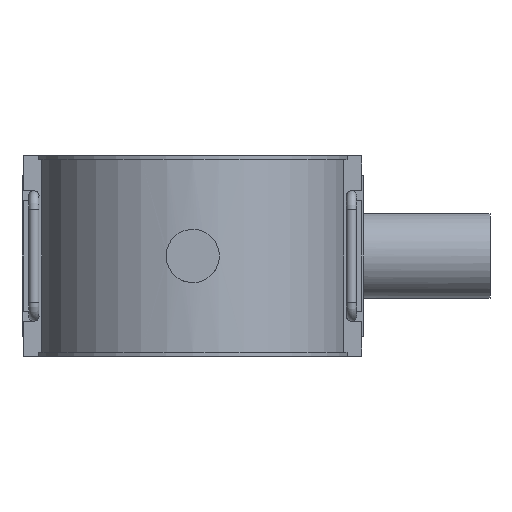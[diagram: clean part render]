
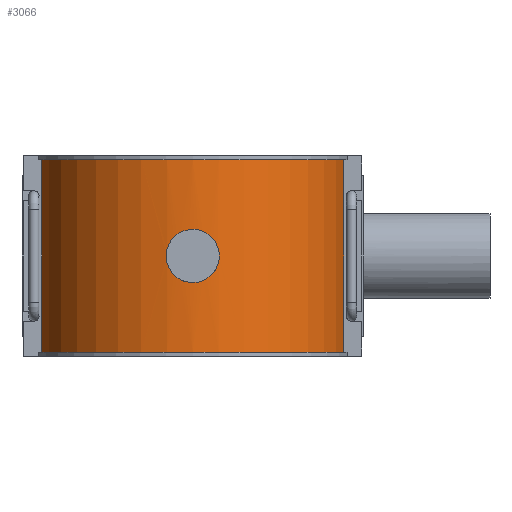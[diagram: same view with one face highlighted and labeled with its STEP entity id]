
A CAD part, front view. The second image highlights one B-rep face of the part: STEP entity #3066.
In plain terms, the highlighted cylindrical face has radius 91.2 mm (diameter 182.4 mm), a partial arc.
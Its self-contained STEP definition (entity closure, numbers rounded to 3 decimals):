
#108=LINE('',#5179,#387);
#143=LINE('',#5453,#422);
#387=VECTOR('',#3717,113.28);
#422=VECTOR('',#3794,113.28);
#745=CIRCLE('',#3275,91.2);
#753=CIRCLE('',#3289,91.2);
#826=FACE_BOUND('',#1120,.T.);
#924=FACE_OUTER_BOUND('',#1119,.T.);
#1119=EDGE_LOOP('',(#2367,#2368,#2369,#2370));
#1120=EDGE_LOOP('',(#2371));
#1290=B_SPLINE_CURVE_WITH_KNOTS('',3,(#5006,#5007,#5008,#5009,#5010,#5011,
#5012,#5013,#5014,#5015,#5016,#5017,#5018,#5019,#5020,#5021,#5022,#5023,
#5024,#5025,#5026,#5027,#5028,#5029,#5030,#5031,#5032,#5033,#5034,#5035,
#5036,#5037,#5038,#5039,#5040,#5041,#5042,#5043,#5044,#5045,#5046,#5047,
#5048,#5049,#5050,#5051,#5052,#5053,#5054,#5055,#5056,#5057,#5058,#5059,
#5060,#5061,#5062,#5063,#5064,#5065,#5066,#5067,#5068,#5069,#5070,#5071),
 .UNSPECIFIED.,.T.,.F.,(4,2,2,2,2,2,2,2,2,2,2,2,2,2,2,2,2,2,2,2,2,2,2,2,
2,2,2,2,2,2,2,2,4),(0.,0.296,0.592,0.888,
1.184,1.48,1.776,2.072,2.368,
2.664,2.96,3.255,3.551,3.847,
4.143,4.439,4.735,5.031,5.327,
5.623,5.919,6.215,6.511,6.807,
7.103,7.399,7.695,7.991,8.287,
8.583,8.879,9.175,9.471),
 .UNSPECIFIED.);
#1396=VERTEX_POINT('',#5005);
#1408=VERTEX_POINT('',#5164);
#1409=VERTEX_POINT('',#5166);
#1413=VERTEX_POINT('',#5178);
#1434=VERTEX_POINT('',#5249);
#1727=EDGE_CURVE('',#1396,#1396,#1290,.T.);
#1742=EDGE_CURVE('',#1408,#1409,#745,.T.);
#1747=EDGE_CURVE('',#1408,#1413,#108,.T.);
#1771=EDGE_CURVE('',#1434,#1413,#753,.T.);
#1806=EDGE_CURVE('',#1409,#1434,#143,.T.);
#2367=ORIENTED_EDGE('',*,*,#1742,.T.);
#2368=ORIENTED_EDGE('',*,*,#1806,.T.);
#2369=ORIENTED_EDGE('',*,*,#1771,.T.);
#2370=ORIENTED_EDGE('',*,*,#1747,.F.);
#2371=ORIENTED_EDGE('',*,*,#1727,.T.);
#2979=CYLINDRICAL_SURFACE('',#3299,91.2);
#3066=ADVANCED_FACE('',(#924,#826),#2979,.T.);
#3275=AXIS2_PLACEMENT_3D('',#5168,#3707,#3708);
#3289=AXIS2_PLACEMENT_3D('',#5250,#3754,#3755);
#3299=AXIS2_PLACEMENT_3D('',#5454,#3795,#3796);
#3707=DIRECTION('center_axis',(0.,0.,1.));
#3708=DIRECTION('ref_axis',(1.,0.,0.));
#3717=DIRECTION('',(0.,0.,1.));
#3754=DIRECTION('center_axis',(0.,0.,-1.));
#3755=DIRECTION('ref_axis',(1.,0.,0.));
#3794=DIRECTION('',(0.,0.,1.));
#3795=DIRECTION('center_axis',(0.,0.,1.));
#3796=DIRECTION('ref_axis',(1.,0.,0.));
#5005=CARTESIAN_POINT('',(15.68,-89.842,0.));
#5006=CARTESIAN_POINT('Ctrl Pts',(15.68,-89.842,0.));
#5007=CARTESIAN_POINT('Ctrl Pts',(15.68,-89.842,-0.987));
#5008=CARTESIAN_POINT('Ctrl Pts',(15.585,-89.859,-2.006));
#5009=CARTESIAN_POINT('Ctrl Pts',(15.188,-89.927,-4.033));
#5010=CARTESIAN_POINT('Ctrl Pts',(14.885,-89.978,-5.04));
#5011=CARTESIAN_POINT('Ctrl Pts',(14.084,-90.107,-6.971));
#5012=CARTESIAN_POINT('Ctrl Pts',(13.586,-90.184,-7.897));
#5013=CARTESIAN_POINT('Ctrl Pts',(12.435,-90.35,-9.607));
#5014=CARTESIAN_POINT('Ctrl Pts',(11.782,-90.438,-10.392));
#5015=CARTESIAN_POINT('Ctrl Pts',(10.392,-90.609,-11.782));
#5016=CARTESIAN_POINT('Ctrl Pts',(9.607,-90.697,-12.435));
#5017=CARTESIAN_POINT('Ctrl Pts',(7.897,-90.862,-13.586));
#5018=CARTESIAN_POINT('Ctrl Pts',(6.971,-90.938,-14.084));
#5019=CARTESIAN_POINT('Ctrl Pts',(5.04,-91.066,-14.885));
#5020=CARTESIAN_POINT('Ctrl Pts',(4.033,-91.116,-15.188));
#5021=CARTESIAN_POINT('Ctrl Pts',(2.006,-91.184,-15.585));
#5022=CARTESIAN_POINT('Ctrl Pts',(0.987,-91.2,-15.68));
#5023=CARTESIAN_POINT('Ctrl Pts',(-0.987,-91.2,-15.68));
#5024=CARTESIAN_POINT('Ctrl Pts',(-2.006,-91.184,-15.585));
#5025=CARTESIAN_POINT('Ctrl Pts',(-4.033,-91.116,-15.188));
#5026=CARTESIAN_POINT('Ctrl Pts',(-5.04,-91.066,-14.885));
#5027=CARTESIAN_POINT('Ctrl Pts',(-6.971,-90.938,-14.084));
#5028=CARTESIAN_POINT('Ctrl Pts',(-7.897,-90.862,-13.586));
#5029=CARTESIAN_POINT('Ctrl Pts',(-9.607,-90.697,-12.435));
#5030=CARTESIAN_POINT('Ctrl Pts',(-10.392,-90.609,-11.782));
#5031=CARTESIAN_POINT('Ctrl Pts',(-11.782,-90.438,-10.392));
#5032=CARTESIAN_POINT('Ctrl Pts',(-12.435,-90.35,-9.607));
#5033=CARTESIAN_POINT('Ctrl Pts',(-13.586,-90.184,-7.897));
#5034=CARTESIAN_POINT('Ctrl Pts',(-14.084,-90.107,-6.971));
#5035=CARTESIAN_POINT('Ctrl Pts',(-14.885,-89.978,-5.04));
#5036=CARTESIAN_POINT('Ctrl Pts',(-15.188,-89.927,-4.033));
#5037=CARTESIAN_POINT('Ctrl Pts',(-15.585,-89.859,-2.006));
#5038=CARTESIAN_POINT('Ctrl Pts',(-15.68,-89.842,-0.987));
#5039=CARTESIAN_POINT('Ctrl Pts',(-15.68,-89.842,0.987));
#5040=CARTESIAN_POINT('Ctrl Pts',(-15.585,-89.859,2.006));
#5041=CARTESIAN_POINT('Ctrl Pts',(-15.188,-89.927,4.033));
#5042=CARTESIAN_POINT('Ctrl Pts',(-14.885,-89.978,5.04));
#5043=CARTESIAN_POINT('Ctrl Pts',(-14.084,-90.107,6.971));
#5044=CARTESIAN_POINT('Ctrl Pts',(-13.586,-90.184,7.897));
#5045=CARTESIAN_POINT('Ctrl Pts',(-12.435,-90.35,9.607));
#5046=CARTESIAN_POINT('Ctrl Pts',(-11.782,-90.438,10.392));
#5047=CARTESIAN_POINT('Ctrl Pts',(-10.392,-90.609,11.782));
#5048=CARTESIAN_POINT('Ctrl Pts',(-9.607,-90.697,12.435));
#5049=CARTESIAN_POINT('Ctrl Pts',(-7.897,-90.862,13.586));
#5050=CARTESIAN_POINT('Ctrl Pts',(-6.971,-90.938,14.084));
#5051=CARTESIAN_POINT('Ctrl Pts',(-5.04,-91.066,14.885));
#5052=CARTESIAN_POINT('Ctrl Pts',(-4.033,-91.116,15.188));
#5053=CARTESIAN_POINT('Ctrl Pts',(-2.006,-91.184,15.585));
#5054=CARTESIAN_POINT('Ctrl Pts',(-0.987,-91.2,15.68));
#5055=CARTESIAN_POINT('Ctrl Pts',(0.987,-91.2,15.68));
#5056=CARTESIAN_POINT('Ctrl Pts',(2.006,-91.184,15.585));
#5057=CARTESIAN_POINT('Ctrl Pts',(4.033,-91.116,15.188));
#5058=CARTESIAN_POINT('Ctrl Pts',(5.04,-91.066,14.885));
#5059=CARTESIAN_POINT('Ctrl Pts',(6.971,-90.938,14.084));
#5060=CARTESIAN_POINT('Ctrl Pts',(7.897,-90.862,13.586));
#5061=CARTESIAN_POINT('Ctrl Pts',(9.607,-90.697,12.435));
#5062=CARTESIAN_POINT('Ctrl Pts',(10.392,-90.609,11.782));
#5063=CARTESIAN_POINT('Ctrl Pts',(11.782,-90.438,10.392));
#5064=CARTESIAN_POINT('Ctrl Pts',(12.435,-90.35,9.607));
#5065=CARTESIAN_POINT('Ctrl Pts',(13.586,-90.184,7.897));
#5066=CARTESIAN_POINT('Ctrl Pts',(14.084,-90.107,6.971));
#5067=CARTESIAN_POINT('Ctrl Pts',(14.885,-89.978,5.04));
#5068=CARTESIAN_POINT('Ctrl Pts',(15.188,-89.927,4.033));
#5069=CARTESIAN_POINT('Ctrl Pts',(15.585,-89.859,2.006));
#5070=CARTESIAN_POINT('Ctrl Pts',(15.68,-89.842,0.987));
#5071=CARTESIAN_POINT('Ctrl Pts',(15.68,-89.842,0.));
#5164=CARTESIAN_POINT('',(-88.98,-20.,-56.64));
#5166=CARTESIAN_POINT('',(88.98,-20.,-56.64));
#5168=CARTESIAN_POINT('Origin',(0.,0.,-56.64));
#5178=CARTESIAN_POINT('',(-88.98,-20.,56.64));
#5179=CARTESIAN_POINT('',(-88.98,-20.,0.));
#5249=CARTESIAN_POINT('',(88.98,-20.,56.64));
#5250=CARTESIAN_POINT('Origin',(0.,0.,56.64));
#5453=CARTESIAN_POINT('',(88.98,-20.,0.));
#5454=CARTESIAN_POINT('Origin',(0.,0.,0.));
